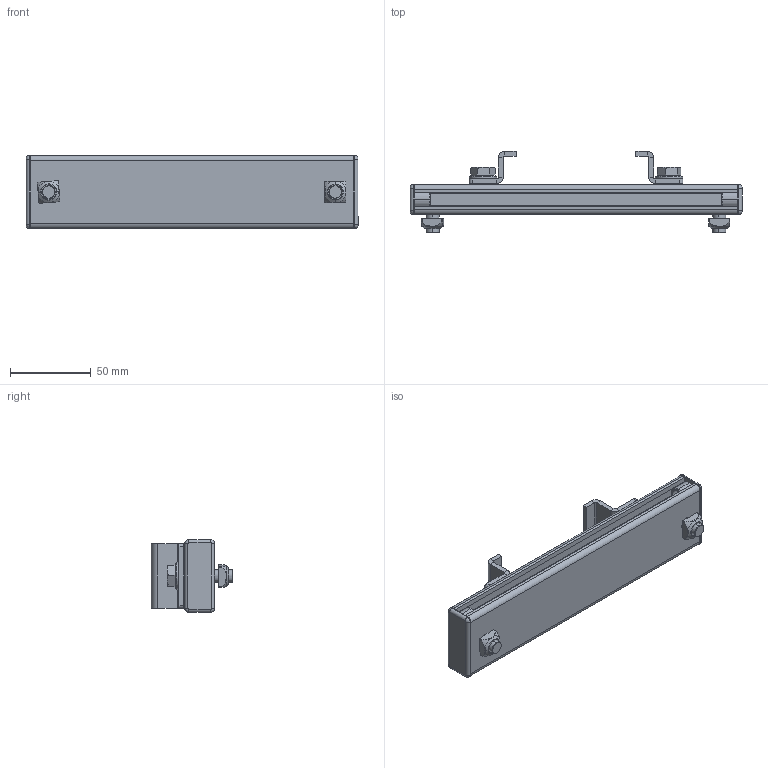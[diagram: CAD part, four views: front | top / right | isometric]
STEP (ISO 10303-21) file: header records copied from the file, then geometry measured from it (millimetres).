
FILE_DESCRIPTION (( 'STEP AP203' ), '1' );
FILE_NAME ('AR085.085.200.STEP', '2019-01-18T08:09:19', ( 'Localadmin' ), ( 'Microsoft' ), 'SwSTEP 2.0', 'SolidWorks 2018', '' );
FILE_SCHEMA (( 'CONFIG_CONTROL_DESIGN' ));
Length unit declared in the file: millimetre
Products named in the file (9): 084.301.000 VITI ALUSIC-2_084.301.002; AR000.000.015; ISO 4017 - M8 x 16-N_ISO 4017 - M8 x 16-N; 0814; AR085.085.200; 084.101.005_500_Default<A macchina>; 084.201.006; DIN 6905-9.3-FSt_DIN 6905-9.3-FSt; 084.302.000 DADI ALUSIC 13x13-1_084.302.004
Assembly tree (17 placements, depth 2):
  AR085.085.200
    084.101.005_500_Default<A macchina>
    084.201.006  x2
    DIN 6905-9.3-FSt_DIN 6905-9.3-FSt  x2
    084.302.000 DADI ALUSIC 13x13-1_084.302.004  x4
    084.301.000 VITI ALUSIC-2_084.301.002  x2
    AR000.000.015  x2
    ISO 4017 - M8 x 16-N_ISO 4017 - M8 x 16-N  x2
    0814  x2
Bounding box: 205 x 50.24 x 45 mm (x, y, z)
Volume: 88261.2 mm3; surface area: 68247.2 mm2
Topology: 17 solids, 17 shells, 404 faces, 960 edges, 604 vertices
Faces by surface type: plane 180, cylinder 124, torus 56, cone 28, bspline 16
Entity records: 7847 total; most frequent: CARTESIAN_POINT 1683, DIRECTION 1078, ORIENTED_EDGE 1012, EDGE_CURVE 506, AXIS2_PLACEMENT_3D 405, VERTEX_POINT 320, LINE 268, VECTOR 268
